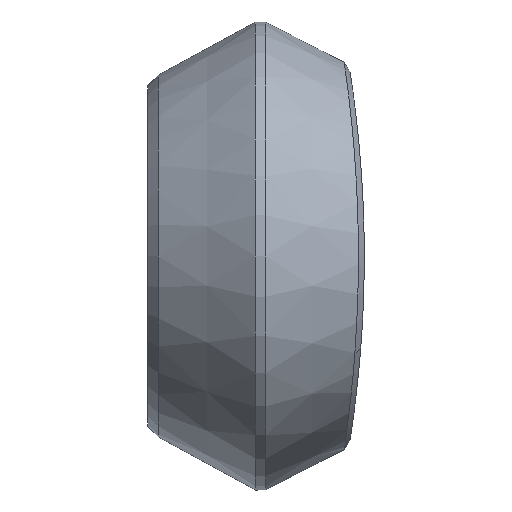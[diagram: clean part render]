
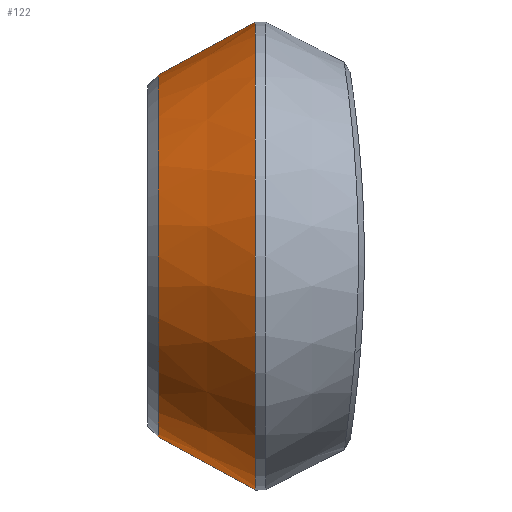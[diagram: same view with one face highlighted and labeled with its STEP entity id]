
A CAD part, left-side view. The second image highlights one B-rep face of the part: STEP entity #122.
In plain terms, the highlighted conical face has half-angle 28.613 degrees and reference radius 34.074 mm.
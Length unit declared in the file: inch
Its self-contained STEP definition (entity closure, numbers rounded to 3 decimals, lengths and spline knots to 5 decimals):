
#5 = CIRCLE ( 'NONE', #243, 1.73438 ) ;
#40 = AXIS2_PLACEMENT_3D ( 'NONE', #296, #84, #75 ) ;
#61 = ORIENTED_EDGE ( 'NONE', *, *, #461, .F. ) ;
#64 = DIRECTION ( 'NONE',  ( 0., -1., 0. ) ) ;
#75 = DIRECTION ( 'NONE',  ( 0., 0., -1. ) ) ;
#81 = CARTESIAN_POINT ( 'NONE',  ( 0., 9.423, -1.3415 ) ) ;
#84 = DIRECTION ( 'NONE',  ( 0., -1., 0. ) ) ;
#122 = ADVANCED_FACE ( 'NONE', ( #823 ), #819, .T. ) ;
#151 = DIRECTION ( 'NONE',  ( 0., -0.878, 0.479 ) ) ;
#178 = AXIS2_PLACEMENT_3D ( 'NONE', #919, #64, #515 ) ;
#234 = CARTESIAN_POINT ( 'NONE',  ( 0., 9.423, 1.3415 ) ) ;
#243 = AXIS2_PLACEMENT_3D ( 'NONE', #925, #1334, #1131 ) ;
#296 = CARTESIAN_POINT ( 'NONE',  ( 0., 9.423, 0. ) ) ;
#373 = ORIENTED_EDGE ( 'NONE', *, *, #1269, .T. ) ;
#461 = EDGE_CURVE ( 'NONE', #1288, #658, #5, .T. ) ;
#512 = CARTESIAN_POINT ( 'NONE',  ( 0., 9.423, 1.3415 ) ) ;
#514 = CARTESIAN_POINT ( 'NONE',  ( 0., 8.70281, -1.73438 ) ) ;
#515 = DIRECTION ( 'NONE',  ( 0., 0., -1. ) ) ;
#544 = ORIENTED_EDGE ( 'NONE', *, *, #1355, .T. ) ;
#598 = VERTEX_POINT ( 'NONE', #512 ) ;
#624 = CARTESIAN_POINT ( 'NONE',  ( 0., 9.423, -1.3415 ) ) ;
#645 = CIRCLE ( 'NONE', #178, 1.3415 ) ;
#658 = VERTEX_POINT ( 'NONE', #514 ) ;
#757 = VERTEX_POINT ( 'NONE', #81 ) ;
#819 = CONICAL_SURFACE ( 'NONE', #40, 1.3415, 0.499 ) ;
#823 = FACE_OUTER_BOUND ( 'NONE', #1207, .T. ) ;
#919 = CARTESIAN_POINT ( 'NONE',  ( 0., 9.423, 0. ) ) ;
#925 = CARTESIAN_POINT ( 'NONE',  ( 0., 8.70281, 0. ) ) ;
#1127 = EDGE_CURVE ( 'NONE', #598, #1288, #1290, .T. ) ;
#1131 = DIRECTION ( 'NONE',  ( 0., 0., -1. ) ) ;
#1143 = DIRECTION ( 'NONE',  ( 0., -0.878, -0.479 ) ) ;
#1172 = VECTOR ( 'NONE', #1143, 39.37008 ) ;
#1207 = EDGE_LOOP ( 'NONE', ( #1264, #373, #544, #61 ) ) ;
#1225 = CARTESIAN_POINT ( 'NONE',  ( 0., 8.70281, 1.73438 ) ) ;
#1264 = ORIENTED_EDGE ( 'NONE', *, *, #1127, .F. ) ;
#1269 = EDGE_CURVE ( 'NONE', #598, #757, #645, .T. ) ;
#1288 = VERTEX_POINT ( 'NONE', #1225 ) ;
#1290 = LINE ( 'NONE', #234, #1357 ) ;
#1334 = DIRECTION ( 'NONE',  ( 0., -1., 0. ) ) ;
#1338 = LINE ( 'NONE', #624, #1172 ) ;
#1355 = EDGE_CURVE ( 'NONE', #757, #658, #1338, .T. ) ;
#1357 = VECTOR ( 'NONE', #151, 39.37008 ) ;
